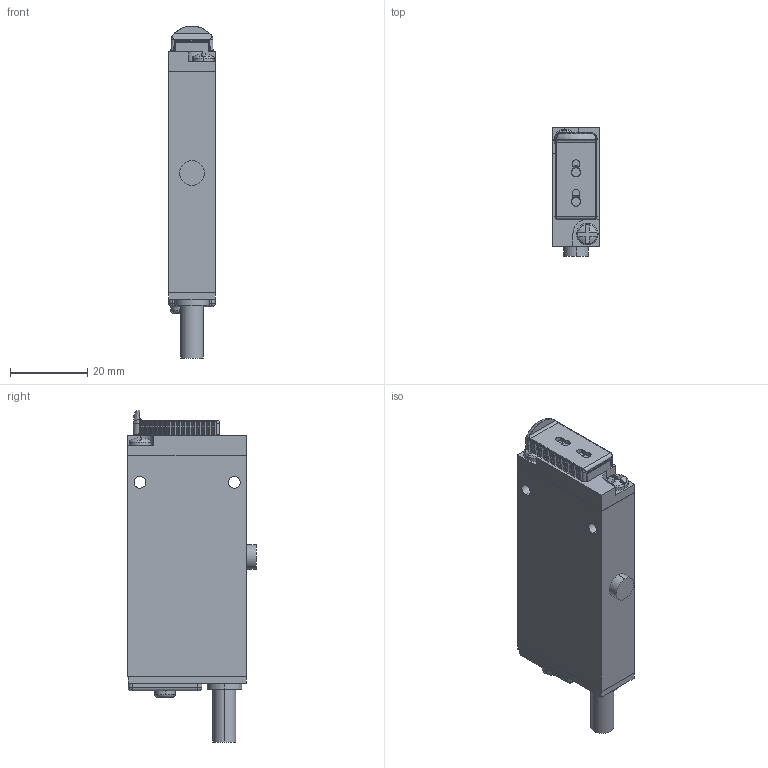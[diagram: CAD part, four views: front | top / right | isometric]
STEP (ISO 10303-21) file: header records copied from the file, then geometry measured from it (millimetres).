
FILE_DESCRIPTION((''),'2;1');
FILE_NAME('155301_SM01_ASM','2025-10-13T11:05:55',('banengservice'),('BANNER ENGINEERING'),'CREO PARAMETRIC BY PTC INC, 2022414','CREO PARAMETRIC BY PTC INC, 2022414','');
FILE_SCHEMA(('CONFIG_CONTROL_DESIGN'));
Products named in the file (3): 155301_EP01; 09460_WEB; 155301_SM01_ASM
Assembly tree (2 placements, depth 2):
  155301_SM01_ASM
    155301_EP01
    09460_WEB
Bounding box: 12.19 x 33.27 x 85.83 mm (x, y, z)
Volume: 26175.2 mm3; surface area: 8825.4 mm2
Topology: 2 solids, 2 shells, 482 faces, 1352 edges, 886 vertices
Faces by surface type: plane 290, cylinder 158, cone 10, bspline 9, sphere 8, torus 7
Entity records: 16188 total; most frequent: CARTESIAN_POINT 4009, ORIENTED_EDGE 2700, DIRECTION 2255, EDGE_CURVE 1350, VECTOR 939, LINE 939, VERTEX_POINT 886, AXIS2_PLACEMENT_3D 658
